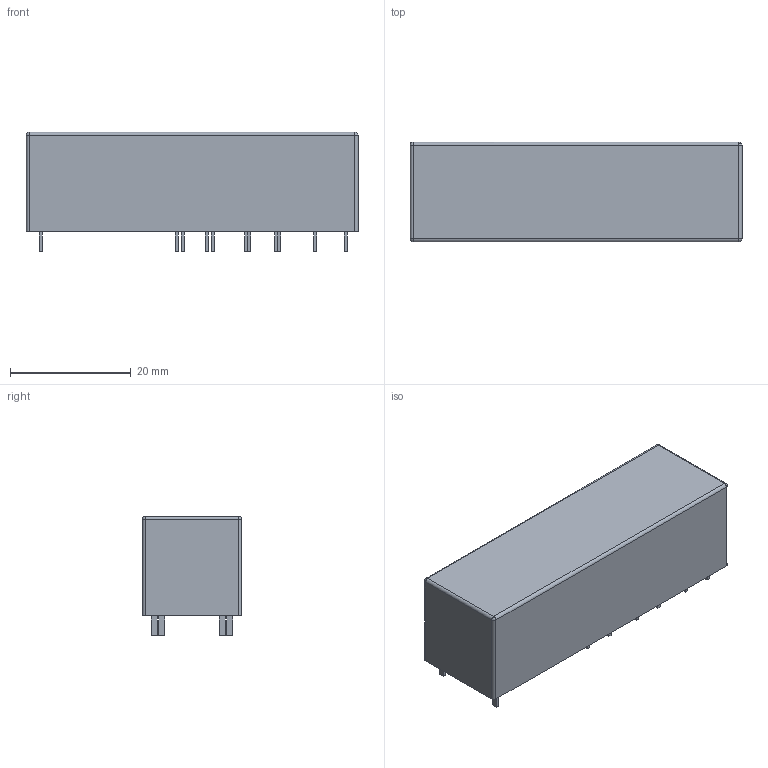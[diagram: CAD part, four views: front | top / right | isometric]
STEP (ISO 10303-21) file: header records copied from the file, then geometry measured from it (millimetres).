
FILE_DESCRIPTION((''),'2;1');
FILE_NAME('REL_TYCO_SCHRACK_SR6C.stp','2013-12-10T14:04:28',(''),(''),'Mechanical Desktop 2011','Mechanical Desktop 2011',', , ');
FILE_SCHEMA(('AUTOMOTIVE_DESIGN { 1 2 10303 214 1 1 1 1 }'));
Length unit declared in the file: millimetre
Products named in the file (1): Product
Bounding box: 55 x 16.5 x 19.8 mm (x, y, z)
Volume: 14985.7 mm3; surface area: 4281.9 mm2
Topology: 15 solids, 15 shells, 103 faces, 210 edges, 135 vertices
Faces by surface type: plane 90, cylinder 8, sphere 5
Entity records: 2672 total; most frequent: CARTESIAN_POINT 447, DIRECTION 436, ORIENTED_EDGE 416, EDGE_CURVE 208, VECTOR 188, LINE 188, VERTEX_POINT 135, AXIS2_PLACEMENT_3D 124
